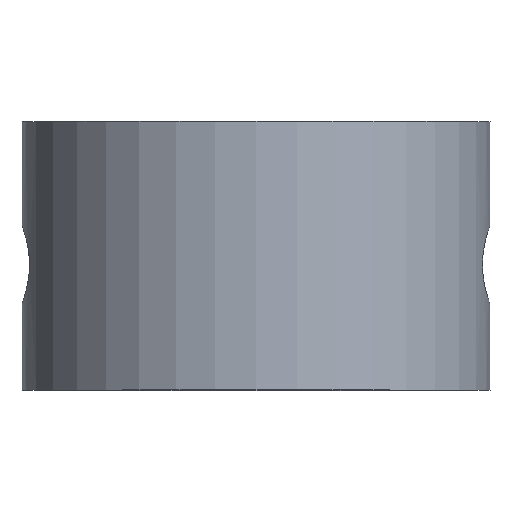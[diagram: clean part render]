
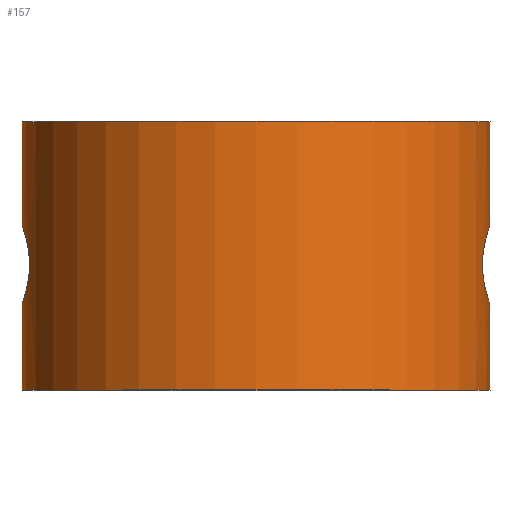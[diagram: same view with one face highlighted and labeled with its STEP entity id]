
A CAD part, top view. The second image highlights one B-rep face of the part: STEP entity #157.
In plain terms, the highlighted cylindrical face has radius 27 mm (diameter 54 mm), a full revolution.
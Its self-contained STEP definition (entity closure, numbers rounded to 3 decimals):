
#17=FACE_BOUND('',#58,.T.);
#26=LINE('',#459,#31);
#27=LINE('',#461,#32);
#31=VECTOR('',#209,27.);
#32=VECTOR('',#210,27.);
#37=CIRCLE('',#182,27.);
#38=CIRCLE('',#183,27.);
#41=CYLINDRICAL_SURFACE('',#181,27.);
#47=FACE_OUTER_BOUND('',#57,.T.);
#57=EDGE_LOOP('',(#136,#137,#138,#139,#140,#141,#142,#143,#144));
#58=EDGE_LOOP('',(#145));
#63=B_SPLINE_CURVE_WITH_KNOTS('',3,(#238,#239,#240,#241,#242,#243,#244,
#245,#246,#247,#248,#249),.UNSPECIFIED.,.F.,.F.,(4,2,2,2,2,4),(0.,0.084,
0.169,0.338,0.6,0.862),
 .UNSPECIFIED.);
#68=B_SPLINE_CURVE_WITH_KNOTS('',3,(#302,#303,#304,#305,#306,#307,#308,
#309,#310,#311,#312,#313),.UNSPECIFIED.,.F.,.F.,(4,2,2,2,2,4),(2.587,
2.849,3.111,3.28,3.364,3.449),
 .UNSPECIFIED.);
#69=B_SPLINE_CURVE_WITH_KNOTS('',3,(#314,#315,#316,#317,#318,#319,#320,
#321,#322,#323,#324,#325,#326,#327,#328,#329,#330,#331,#332,#333,#334,#335),
 .UNSPECIFIED.,.F.,.F.,(4,2,2,2,2,2,2,2,2,2,4),(0.862,1.124,
1.387,1.555,1.64,1.724,1.809,
1.893,2.062,2.324,2.587),
 .UNSPECIFIED.);
#72=B_SPLINE_CURVE_WITH_KNOTS('',3,(#400,#401,#402,#403,#404,#405,#406,
#407,#408,#409,#410,#411,#412,#413,#414,#415,#416,#417,#418,#419,#420,#421,
#422,#423,#424,#425,#426,#427,#428,#429,#430,#431,#432,#433,#434,#435,#436,
#437,#438,#439,#440,#441),.UNSPECIFIED.,.T.,.F.,(4,2,2,2,2,2,2,2,2,2,2,
2,2,2,2,2,2,2,2,2,4),(0.,0.084,0.169,0.338,
0.6,0.862,1.124,1.387,1.555,
1.64,1.724,1.809,1.893,2.062,
2.324,2.587,2.849,3.111,3.28,
3.364,3.449),.UNSPECIFIED.);
#73=VERTEX_POINT('',#236);
#74=VERTEX_POINT('',#237);
#78=VERTEX_POINT('',#301);
#80=VERTEX_POINT('',#397);
#85=VERTEX_POINT('',#457);
#86=VERTEX_POINT('',#460);
#87=EDGE_CURVE('',#73,#74,#63,.T.);
#92=EDGE_CURVE('',#78,#73,#68,.T.);
#93=EDGE_CURVE('',#74,#78,#69,.T.);
#96=EDGE_CURVE('',#80,#80,#72,.T.);
#104=EDGE_CURVE('',#85,#85,#37,.T.);
#105=EDGE_CURVE('',#85,#74,#26,.T.);
#106=EDGE_CURVE('',#78,#86,#27,.T.);
#107=EDGE_CURVE('',#86,#86,#38,.T.);
#136=ORIENTED_EDGE('',*,*,#104,.F.);
#137=ORIENTED_EDGE('',*,*,#105,.T.);
#138=ORIENTED_EDGE('',*,*,#93,.T.);
#139=ORIENTED_EDGE('',*,*,#106,.T.);
#140=ORIENTED_EDGE('',*,*,#107,.T.);
#141=ORIENTED_EDGE('',*,*,#106,.F.);
#142=ORIENTED_EDGE('',*,*,#92,.T.);
#143=ORIENTED_EDGE('',*,*,#87,.T.);
#144=ORIENTED_EDGE('',*,*,#105,.F.);
#145=ORIENTED_EDGE('',*,*,#96,.T.);
#157=ADVANCED_FACE('',(#47,#17),#41,.T.);
#181=AXIS2_PLACEMENT_3D('',#456,#205,#206);
#182=AXIS2_PLACEMENT_3D('',#458,#207,#208);
#183=AXIS2_PLACEMENT_3D('',#462,#211,#212);
#205=DIRECTION('center_axis',(0.,1.,0.));
#206=DIRECTION('ref_axis',(1.,0.,0.));
#207=DIRECTION('center_axis',(0.,1.,0.));
#208=DIRECTION('ref_axis',(1.,0.,0.));
#209=DIRECTION('',(0.,-1.,0.));
#210=DIRECTION('',(0.,-1.,0.));
#211=DIRECTION('center_axis',(0.,1.,0.));
#212=DIRECTION('ref_axis',(1.,0.,0.));
#236=CARTESIAN_POINT('',(-26.143,14.5,-6.75));
#237=CARTESIAN_POINT('',(-27.,19.,0.));
#238=CARTESIAN_POINT('Ctrl Pts',(-26.143,14.5,-6.75));
#239=CARTESIAN_POINT('Ctrl Pts',(-26.143,14.782,-6.75));
#240=CARTESIAN_POINT('Ctrl Pts',(-26.153,15.066,-6.71));
#241=CARTESIAN_POINT('Ctrl Pts',(-26.193,15.618,-6.552));
#242=CARTESIAN_POINT('Ctrl Pts',(-26.222,15.886,-6.435));
#243=CARTESIAN_POINT('Ctrl Pts',(-26.329,16.643,-5.991));
#244=CARTESIAN_POINT('Ctrl Pts',(-26.423,17.082,-5.57));
#245=CARTESIAN_POINT('Ctrl Pts',(-26.64,17.955,-4.449));
#246=CARTESIAN_POINT('Ctrl Pts',(-26.773,18.359,-3.607));
#247=CARTESIAN_POINT('Ctrl Pts',(-26.954,18.882,-1.82));
#248=CARTESIAN_POINT('Ctrl Pts',(-27.,19.,-0.874));
#249=CARTESIAN_POINT('Ctrl Pts',(-27.,19.,0.));
#301=CARTESIAN_POINT('',(-27.,10.,0.));
#302=CARTESIAN_POINT('Ctrl Pts',(-27.,10.,0.));
#303=CARTESIAN_POINT('Ctrl Pts',(-27.,10.,-0.874));
#304=CARTESIAN_POINT('Ctrl Pts',(-26.954,10.118,-1.82));
#305=CARTESIAN_POINT('Ctrl Pts',(-26.773,10.641,-3.607));
#306=CARTESIAN_POINT('Ctrl Pts',(-26.64,11.045,-4.449));
#307=CARTESIAN_POINT('Ctrl Pts',(-26.423,11.918,-5.57));
#308=CARTESIAN_POINT('Ctrl Pts',(-26.329,12.357,-5.991));
#309=CARTESIAN_POINT('Ctrl Pts',(-26.222,13.114,-6.435));
#310=CARTESIAN_POINT('Ctrl Pts',(-26.193,13.382,-6.552));
#311=CARTESIAN_POINT('Ctrl Pts',(-26.153,13.934,-6.71));
#312=CARTESIAN_POINT('Ctrl Pts',(-26.143,14.218,-6.75));
#313=CARTESIAN_POINT('Ctrl Pts',(-26.143,14.5,-6.75));
#314=CARTESIAN_POINT('Ctrl Pts',(-27.,19.,0.));
#315=CARTESIAN_POINT('Ctrl Pts',(-27.,19.,0.874));
#316=CARTESIAN_POINT('Ctrl Pts',(-26.954,18.882,1.82));
#317=CARTESIAN_POINT('Ctrl Pts',(-26.773,18.359,3.607));
#318=CARTESIAN_POINT('Ctrl Pts',(-26.64,17.955,4.449));
#319=CARTESIAN_POINT('Ctrl Pts',(-26.423,17.082,5.57));
#320=CARTESIAN_POINT('Ctrl Pts',(-26.329,16.643,5.991));
#321=CARTESIAN_POINT('Ctrl Pts',(-26.222,15.886,6.435));
#322=CARTESIAN_POINT('Ctrl Pts',(-26.193,15.618,6.552));
#323=CARTESIAN_POINT('Ctrl Pts',(-26.153,15.066,6.71));
#324=CARTESIAN_POINT('Ctrl Pts',(-26.143,14.782,6.75));
#325=CARTESIAN_POINT('Ctrl Pts',(-26.143,14.218,6.75));
#326=CARTESIAN_POINT('Ctrl Pts',(-26.153,13.934,6.71));
#327=CARTESIAN_POINT('Ctrl Pts',(-26.193,13.382,6.552));
#328=CARTESIAN_POINT('Ctrl Pts',(-26.222,13.114,6.435));
#329=CARTESIAN_POINT('Ctrl Pts',(-26.329,12.357,5.991));
#330=CARTESIAN_POINT('Ctrl Pts',(-26.423,11.918,5.57));
#331=CARTESIAN_POINT('Ctrl Pts',(-26.64,11.045,4.449));
#332=CARTESIAN_POINT('Ctrl Pts',(-26.773,10.641,3.607));
#333=CARTESIAN_POINT('Ctrl Pts',(-26.954,10.118,1.82));
#334=CARTESIAN_POINT('Ctrl Pts',(-27.,10.,0.874));
#335=CARTESIAN_POINT('Ctrl Pts',(-27.,10.,0.));
#397=CARTESIAN_POINT('',(26.143,14.5,-6.75));
#400=CARTESIAN_POINT('Ctrl Pts',(26.143,14.5,-6.75));
#401=CARTESIAN_POINT('Ctrl Pts',(26.143,14.218,-6.75));
#402=CARTESIAN_POINT('Ctrl Pts',(26.153,13.934,-6.71));
#403=CARTESIAN_POINT('Ctrl Pts',(26.193,13.382,-6.552));
#404=CARTESIAN_POINT('Ctrl Pts',(26.222,13.114,-6.435));
#405=CARTESIAN_POINT('Ctrl Pts',(26.329,12.357,-5.991));
#406=CARTESIAN_POINT('Ctrl Pts',(26.423,11.918,-5.57));
#407=CARTESIAN_POINT('Ctrl Pts',(26.64,11.045,-4.449));
#408=CARTESIAN_POINT('Ctrl Pts',(26.773,10.641,-3.607));
#409=CARTESIAN_POINT('Ctrl Pts',(26.954,10.118,-1.82));
#410=CARTESIAN_POINT('Ctrl Pts',(27.,10.,-0.874));
#411=CARTESIAN_POINT('Ctrl Pts',(27.,10.,0.874));
#412=CARTESIAN_POINT('Ctrl Pts',(26.954,10.118,1.82));
#413=CARTESIAN_POINT('Ctrl Pts',(26.773,10.641,3.607));
#414=CARTESIAN_POINT('Ctrl Pts',(26.64,11.045,4.449));
#415=CARTESIAN_POINT('Ctrl Pts',(26.423,11.918,5.57));
#416=CARTESIAN_POINT('Ctrl Pts',(26.329,12.357,5.991));
#417=CARTESIAN_POINT('Ctrl Pts',(26.222,13.114,6.435));
#418=CARTESIAN_POINT('Ctrl Pts',(26.193,13.382,6.552));
#419=CARTESIAN_POINT('Ctrl Pts',(26.153,13.934,6.71));
#420=CARTESIAN_POINT('Ctrl Pts',(26.143,14.218,6.75));
#421=CARTESIAN_POINT('Ctrl Pts',(26.143,14.782,6.75));
#422=CARTESIAN_POINT('Ctrl Pts',(26.153,15.066,6.71));
#423=CARTESIAN_POINT('Ctrl Pts',(26.193,15.618,6.552));
#424=CARTESIAN_POINT('Ctrl Pts',(26.222,15.886,6.435));
#425=CARTESIAN_POINT('Ctrl Pts',(26.329,16.643,5.991));
#426=CARTESIAN_POINT('Ctrl Pts',(26.423,17.082,5.57));
#427=CARTESIAN_POINT('Ctrl Pts',(26.64,17.955,4.449));
#428=CARTESIAN_POINT('Ctrl Pts',(26.773,18.359,3.607));
#429=CARTESIAN_POINT('Ctrl Pts',(26.954,18.882,1.82));
#430=CARTESIAN_POINT('Ctrl Pts',(27.,19.,0.874));
#431=CARTESIAN_POINT('Ctrl Pts',(27.,19.,-0.874));
#432=CARTESIAN_POINT('Ctrl Pts',(26.954,18.882,-1.82));
#433=CARTESIAN_POINT('Ctrl Pts',(26.773,18.359,-3.607));
#434=CARTESIAN_POINT('Ctrl Pts',(26.64,17.955,-4.449));
#435=CARTESIAN_POINT('Ctrl Pts',(26.423,17.082,-5.57));
#436=CARTESIAN_POINT('Ctrl Pts',(26.329,16.643,-5.991));
#437=CARTESIAN_POINT('Ctrl Pts',(26.222,15.886,-6.435));
#438=CARTESIAN_POINT('Ctrl Pts',(26.193,15.618,-6.552));
#439=CARTESIAN_POINT('Ctrl Pts',(26.153,15.066,-6.71));
#440=CARTESIAN_POINT('Ctrl Pts',(26.143,14.782,-6.75));
#441=CARTESIAN_POINT('Ctrl Pts',(26.143,14.5,-6.75));
#456=CARTESIAN_POINT('Origin',(0.,0.,0.));
#457=CARTESIAN_POINT('',(-27.,31.,0.));
#458=CARTESIAN_POINT('Origin',(0.,31.,0.));
#459=CARTESIAN_POINT('',(-27.,0.,0.));
#460=CARTESIAN_POINT('',(-27.,0.,0.));
#461=CARTESIAN_POINT('',(-27.,0.,0.));
#462=CARTESIAN_POINT('Origin',(0.,0.,0.));
